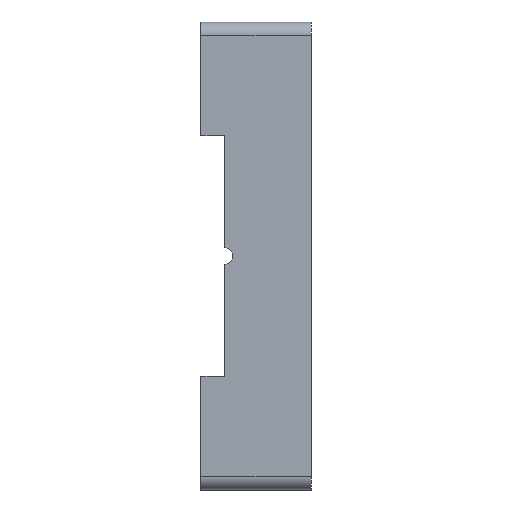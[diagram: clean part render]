
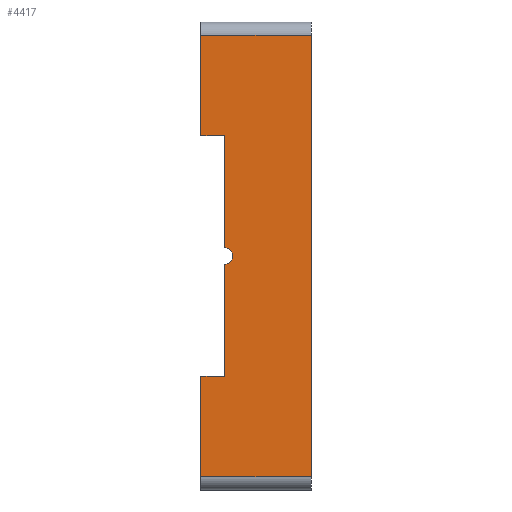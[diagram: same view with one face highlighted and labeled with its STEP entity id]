
A CAD part, left-side view. The second image highlights one B-rep face of the part: STEP entity #4417.
In plain terms, the highlighted planar face has unit normal (-1, 0, 0).
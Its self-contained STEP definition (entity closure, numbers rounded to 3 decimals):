
#1861=CARTESIAN_POINT('',(-5.371,-9.955,33.0));
#1862=VERTEX_POINT('',#1861);
#1870=CARTESIAN_POINT('',(-5.371,-9.955,-33.0));
#1871=VERTEX_POINT('',#1870);
#1872=CARTESIAN_POINT('',(-5.371,-9.955,33.0));
#1873=DIRECTION('',(0.0,0.0,-1.0));
#1874=VECTOR('',#1873,66.0);
#1875=LINE('',#1872,#1874);
#1876=EDGE_CURVE('',#1862,#1871,#1875,.T.);
#3651=CARTESIAN_POINT('',(-5.371,3.,1.25));
#3652=VERTEX_POINT('',#3651);
#3659=CARTESIAN_POINT('',(-5.371,3.,18.));
#3660=VERTEX_POINT('',#3659);
#3661=CARTESIAN_POINT('',(-5.371,3.,18.));
#3662=DIRECTION('',(0.0,0.0,-1.0));
#3663=VECTOR('',#3662,16.75);
#3664=LINE('',#3661,#3663);
#3665=EDGE_CURVE('',#3660,#3652,#3664,.T.);
#3774=CARTESIAN_POINT('',(-5.371,3.,-18.));
#3775=VERTEX_POINT('',#3774);
#3782=CARTESIAN_POINT('',(-5.371,3.,-1.25));
#3783=VERTEX_POINT('',#3782);
#3784=CARTESIAN_POINT('',(-5.371,3.,-1.25));
#3785=DIRECTION('',(0.0,0.0,-1.0));
#3786=VECTOR('',#3785,16.75);
#3787=LINE('',#3784,#3786);
#3788=EDGE_CURVE('',#3783,#3775,#3787,.T.);
#4299=CARTESIAN_POINT('',(-5.371,6.545,18.));
#4300=VERTEX_POINT('',#4299);
#4307=CARTESIAN_POINT('',(-5.371,6.545,33.0));
#4308=VERTEX_POINT('',#4307);
#4309=CARTESIAN_POINT('',(-5.371,6.545,33.0));
#4310=DIRECTION('',(0.0,0.0,-1.0));
#4311=VECTOR('',#4310,15.);
#4312=LINE('',#4309,#4311);
#4313=EDGE_CURVE('',#4308,#4300,#4312,.T.);
#4365=CARTESIAN_POINT('',(-5.371,-8.455,0.0));
#4366=DIRECTION('',(-1.0,0.0,0.0));
#4367=DIRECTION('',(0.0,0.0,1.0));
#4368=AXIS2_PLACEMENT_3D('',#4365,#4366,#4367);
#4369=PLANE('',#4368);
#4370=CARTESIAN_POINT('',(-5.371,6.545,18.));
#4371=DIRECTION('',(0.0,-1.0,0.0));
#4372=VECTOR('',#4371,3.545);
#4373=LINE('',#4370,#4372);
#4374=EDGE_CURVE('',#4300,#3660,#4373,.T.);
#4375=ORIENTED_EDGE('',*,*,#4374,.T.);
#4376=ORIENTED_EDGE('',*,*,#3665,.T.);
#4377=CARTESIAN_POINT('',(-5.371,3.,0.0));
#4378=DIRECTION('',(1.0,0.0,0.0));
#4379=DIRECTION('',(0.0,0.0,-1.0));
#4380=AXIS2_PLACEMENT_3D('',#4377,#4378,#4379);
#4381=CIRCLE('',#4380,1.25);
#4382=EDGE_CURVE('',#3652,#3783,#4381,.T.);
#4383=ORIENTED_EDGE('',*,*,#4382,.T.);
#4384=ORIENTED_EDGE('',*,*,#3788,.T.);
#4385=CARTESIAN_POINT('',(-5.371,6.545,-18.));
#4386=VERTEX_POINT('',#4385);
#4387=CARTESIAN_POINT('',(-5.371,3.,-18.));
#4388=DIRECTION('',(0.0,1.0,0.0));
#4389=VECTOR('',#4388,3.545);
#4390=LINE('',#4387,#4389);
#4391=EDGE_CURVE('',#3775,#4386,#4390,.T.);
#4392=ORIENTED_EDGE('',*,*,#4391,.T.);
#4393=CARTESIAN_POINT('',(-5.371,6.545,-33.0));
#4394=VERTEX_POINT('',#4393);
#4395=CARTESIAN_POINT('',(-5.371,6.545,-18.));
#4396=DIRECTION('',(0.0,0.0,-1.0));
#4397=VECTOR('',#4396,15.);
#4398=LINE('',#4395,#4397);
#4399=EDGE_CURVE('',#4386,#4394,#4398,.T.);
#4400=ORIENTED_EDGE('',*,*,#4399,.T.);
#4401=CARTESIAN_POINT('',(-5.371,-9.955,-33.0));
#4402=DIRECTION('',(0.0,1.0,0.0));
#4403=VECTOR('',#4402,16.5);
#4404=LINE('',#4401,#4403);
#4405=EDGE_CURVE('',#1871,#4394,#4404,.T.);
#4406=ORIENTED_EDGE('',*,*,#4405,.F.);
#4407=ORIENTED_EDGE('',*,*,#1876,.F.);
#4408=CARTESIAN_POINT('',(-5.371,6.545,33.0));
#4409=DIRECTION('',(0.0,-1.0,0.0));
#4410=VECTOR('',#4409,16.5);
#4411=LINE('',#4408,#4410);
#4412=EDGE_CURVE('',#4308,#1862,#4411,.T.);
#4413=ORIENTED_EDGE('',*,*,#4412,.F.);
#4414=ORIENTED_EDGE('',*,*,#4313,.T.);
#4415=EDGE_LOOP('',(#4375,#4376,#4383,#4384,#4392,#4400,#4406,#4407,#4413,#4414));
#4416=FACE_OUTER_BOUND('',#4415,.T.);
#4417=ADVANCED_FACE('',(#4416),#4369,.T.);
